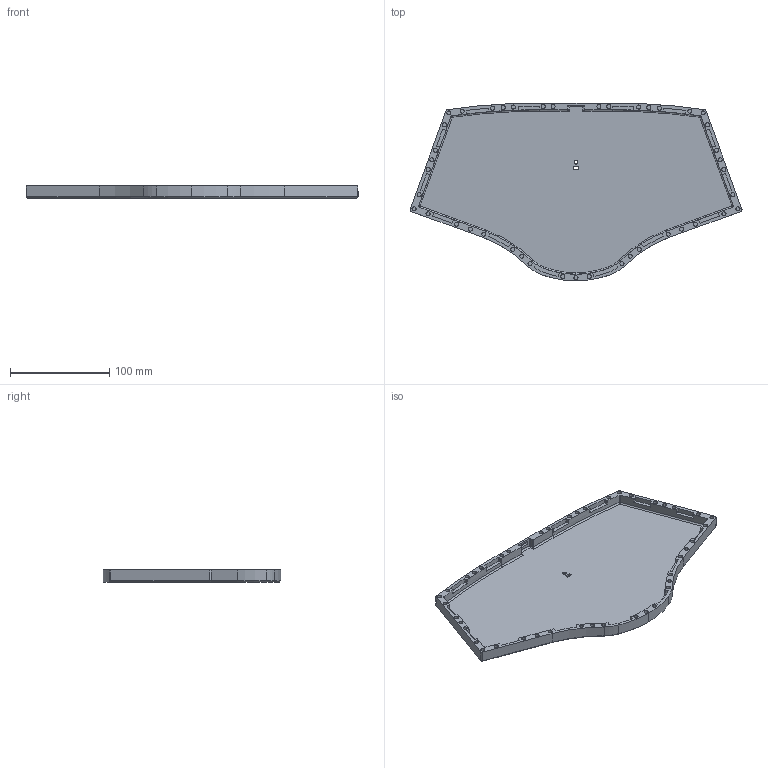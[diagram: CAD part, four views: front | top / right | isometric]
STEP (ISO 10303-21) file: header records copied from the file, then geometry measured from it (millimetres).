
FILE_DESCRIPTION(/* description */ (''),/* implementation_level */ '2;1');
FILE_NAME(/* name */ 'Bottom.step',/* time_stamp */ '2023-03-08T11:56:32Z',/* author */ (''),/* organization */ (''),/* preprocessor_version */ 'ST-DEVELOPER v19.2',/* originating_system */ 'Autodesk Translation Framework v11.17.0.187',/* authorisation */ '');
FILE_SCHEMA (('AUTOMOTIVE_DESIGN { 1 0 10303 214 3 1 1 }'));
Length unit declared in the file: millimetre
Products named in the file (1): Bottom
Bounding box: 334.85 x 179.39 x 12.26 mm (x, y, z)
Volume: 136559 mm3; surface area: 107253 mm2
Topology: 1 solids, 1 shells, 297 faces, 720 edges, 462 vertices
Faces by surface type: cylinder 152, plane 121, bspline 8, cone 8, torus 8
Full cylindrical faces by diameter (mm): 4.1 x43
Entity records: 9084 total; most frequent: CARTESIAN_POINT 1837, DIRECTION 1619, ORIENTED_EDGE 1428, EDGE_CURVE 714, AXIS2_PLACEMENT_3D 628, VERTEX_POINT 462, LINE 363, VECTOR 363
